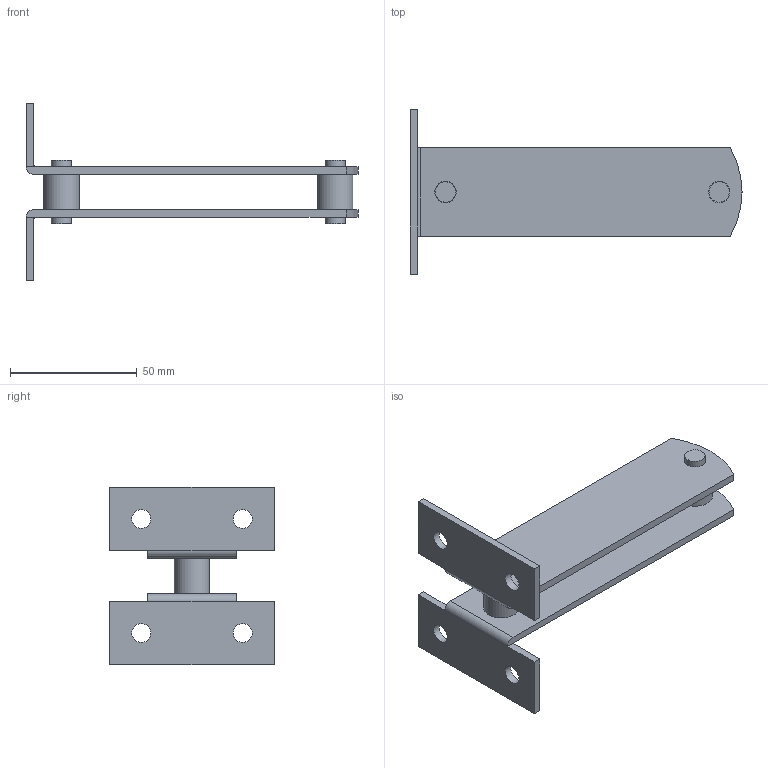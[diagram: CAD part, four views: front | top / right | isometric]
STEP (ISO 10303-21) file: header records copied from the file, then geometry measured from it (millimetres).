
FILE_DESCRIPTION(/* description */ (''),/* implementation_level */ '2;1');
FILE_NAME(/* name */ '5046.stp',/* time_stamp */ '2016-10-13T11:49:41+02:00',/* author */ ('Giuliano'),/* organization */ (''),/* preprocessor_version */ 'ST-DEVELOPER v16.5',/* originating_system */ 'Autodesk Inventor 2017',/* authorisation */ '');
FILE_SCHEMA (('AUTOMOTIVE_DESIGN { 1 0 10303 214 3 1 1 }'));
Length unit declared in the file: millimetre
Products named in the file (3): 5046; 15350; 14698
Assembly tree (4 placements, depth 2):
  5046
    15350  x2
    14698  x2
Bounding box: 131 x 65 x 70 mm (x, y, z)
Volume: 41025.9 mm3; surface area: 29302 mm2
Topology: 4 solids, 4 shells, 50 faces, 118 edges, 80 vertices
Faces by surface type: plane 30, cylinder 20
Full cylindrical faces by diameter (mm): 7.5 x4, 8 x4, 8.5 x4, 14 x2
Entity records: 780 total; most frequent: DIRECTION 132, CARTESIAN_POINT 116, ORIENTED_EDGE 96, AXIS2_PLACEMENT_3D 52, EDGE_CURVE 48, EDGE_LOOP 42, VERTEX_POINT 36, LINE 28
